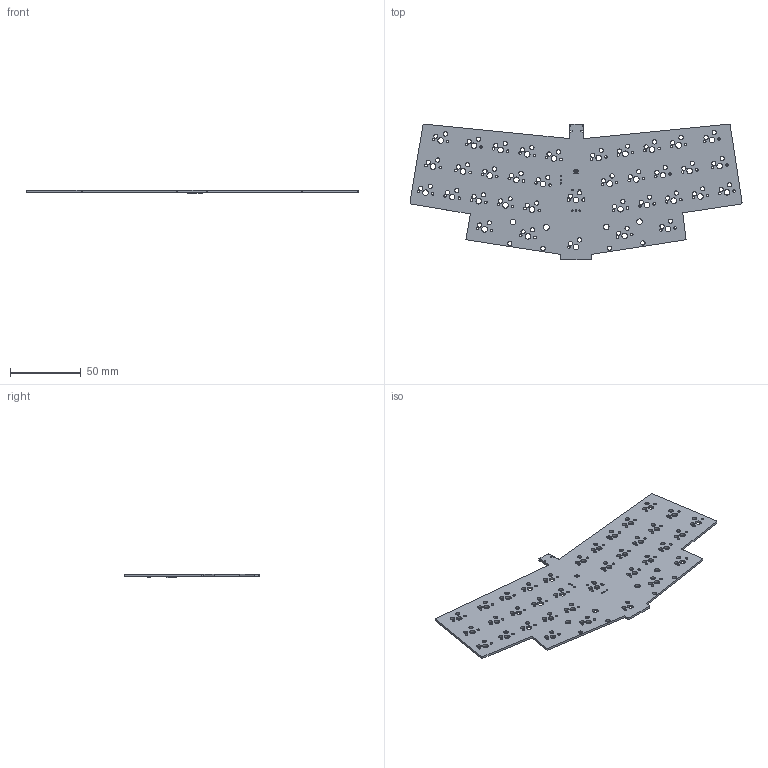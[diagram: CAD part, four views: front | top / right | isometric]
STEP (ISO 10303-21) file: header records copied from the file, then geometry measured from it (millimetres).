
FILE_DESCRIPTION(('KiCad electronic assembly'),'2;1');
FILE_NAME('clops.step','2024-09-17T19:58:49',('Pcbnew'),('Kicad'), 'Open CASCADE STEP processor 7.8','KiCad to STEP converter','Unknown' );
FILE_SCHEMA(('AUTOMOTIVE_DESIGN { 1 0 10303 214 1 1 1 1 }'));
Length unit declared in the file: millimetre
Products named in the file (6): clops 1; W25Q16JVUXIQ; W25X40CLUXIG TR; RP2040_QFN_PACKAGE; _autosave-clops_PCB
Assembly tree (5 placements, depth 3):
  clops 1
    W25Q16JVUXIQ
      W25X40CLUXIG TR
    RP2040_QFN_PACKAGE
      RP2040_QFN_PACKAGE
    _autosave-clops_PCB
Bounding box: 234.49 x 96.04 x 2.65 mm (x, y, z)
Volume: 24977.2 mm3; surface area: 35023 mm2
Topology: 28 solids, 28 shells, 771 faces, 2070 edges, 1380 vertices
Faces by surface type: plane 446, cylinder 295, bspline 30
Full cylindrical faces by diameter (mm): 0.35 x9, 0.65 x2, 1 x7, 1.75 x69, 3 x71, 3.048 x4, 3.988 x40
Entity records: 31115 total; most frequent: CARTESIAN_POINT 7743, ORIENTED_EDGE 4140, DIRECTION 4094, EDGE_CURVE 2070, LINE 1420, VECTOR 1420, VERTEX_POINT 1380, AXIS2_PLACEMENT_3D 1337
